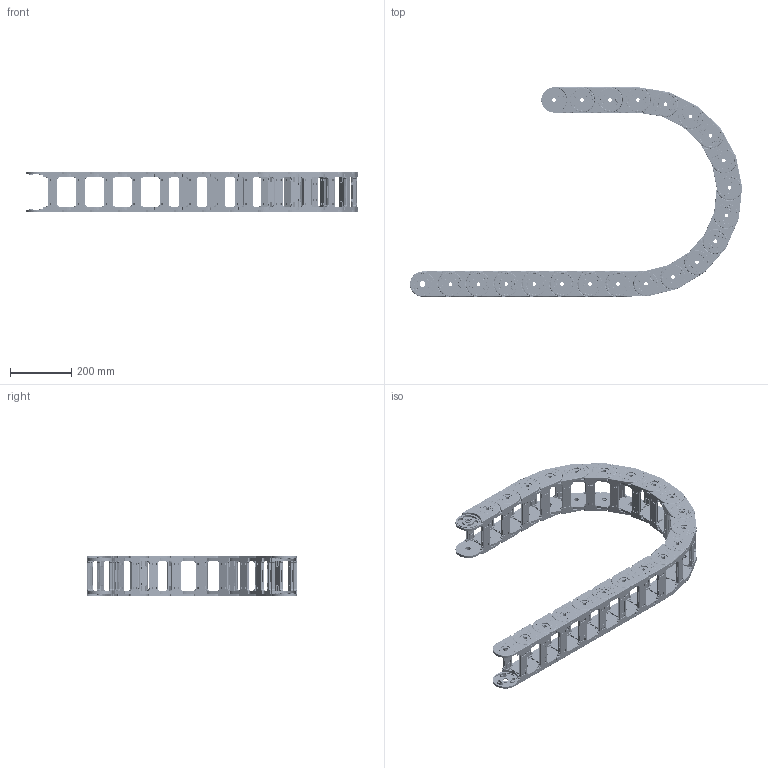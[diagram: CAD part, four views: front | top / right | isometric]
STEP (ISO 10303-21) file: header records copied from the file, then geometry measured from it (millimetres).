
FILE_DESCRIPTION (( 'STEP AP214' ), '1' );
FILE_NAME ('CK60-A100-R300.STEP', '2019-09-06T09:15:52', ( '' ), ( '' ), 'SwSTEP 2.0', 'SolidWorks 2017', '' );
FILE_SCHEMA (( 'AUTOMOTIVE_DESIGN' ));
Length unit declared in the file: millimetre
Products named in the file (2): CK60-A100-R300; CK60-A100
Assembly tree (21 placements, depth 2):
  CK60-A100-R300
    CK60-A100  x21
Bounding box: 1081.71 x 682.03 x 132.56 mm (x, y, z)
Volume: 4847121.4 mm3; surface area: 2446319.4 mm2
Topology: 84 solids, 84 shells, 20160 faces, 52080 edges, 33600 vertices
Faces by surface type: plane 8568, cylinder 6174, bspline 4326, torus 756, sphere 336
Entity records: 38835 total; most frequent: CARTESIAN_POINT 16904, ORIENTED_EDGE 4936, DIRECTION 4036, EDGE_CURVE 2468, VERTEX_POINT 1600, AXIS2_PLACEMENT_3D 1352, LINE 1332, VECTOR 1332
